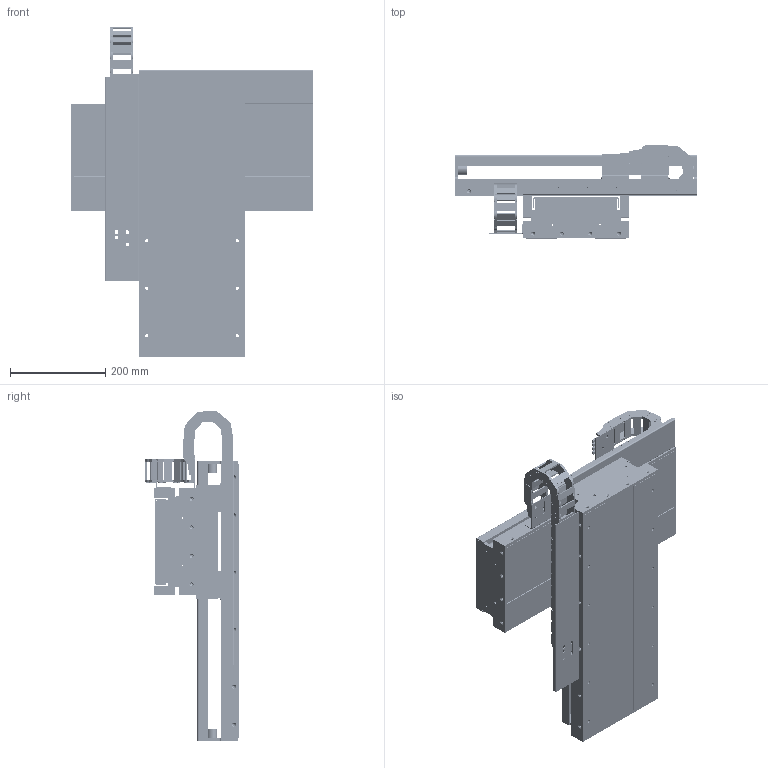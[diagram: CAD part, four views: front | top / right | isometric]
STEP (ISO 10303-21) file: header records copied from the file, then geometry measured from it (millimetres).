
FILE_DESCRIPTION (( 'STEP AP203' ), '1' );
FILE_NAME ('PSA_25X25.STEP', '2018-07-24T01:49:09', ( '' ), ( '' ), 'SwSTEP 2.0', 'SolidWorks 2016', '' );
FILE_SCHEMA (( 'CONFIG_CONTROL_DESIGN' ));
Length unit declared in the file: millimetre
Products named in the file (24): 儕躇す怢250X250-Y粣; 儕躇す怢250X250-Y粣耜結晚; 儕躇す怢250X250-X粣裔啣; 儕躇す怢140X140-Y粣傷裔; 儕躇す怢250X250-B15_038_038-X粣; 精密平台250X250-Y轴拖链固定板; PSA_25X25; 埴翐滅袉輸-22X18-M5; 儕躇す怢250X250-Y粣菁啣; 儕躇す怢250X250-Y粣翋賑輸; 儕躇す怢250X250-Y粣絳寢; 儕躇す怢250X250-X粣; 儕躇す怢250X250-Y粣裔啣; 儕躇す怢250X250-X粣耜結晚; 精密平台250X250-X轴拖链固定板; 精密平台140X140-Y轴拖链移动板; B15_038_038-7; B15_038_038-2; B15_038_038-8; 儕躇す怢250X250-X粣絳寢; 儕躇す怢250X250-X粣菁啣; 儕躇す怢250X250-B15_038_038-Y粣; 儕躇す怢250X250-X粣翋賑輸; PMI-MSB15S
Assembly tree (77 placements, depth 4):
  PSA_25X25
    儕躇す怢250X250-Y粣
      儕躇す怢250X250-Y粣菁啣
      儕躇す怢250X250-Y粣絳寢  x2
      PMI-MSB15S  x4
      儕躇す怢250X250-Y粣耜結晚  x2
      儕躇す怢140X140-Y粣傷裔  x2
      儕躇す怢250X250-Y粣裔啣
      精密平台140X140-Y轴拖链移动板
      精密平台250X250-Y轴拖链固定板
      埴翐滅袉輸-22X18-M5  x4
      儕躇す怢250X250-B15_038_038-Y粣
        B15_038_038-2  x14
        B15_038_038-7
        B15_038_038-8
      儕躇す怢250X250-Y粣翋賑輸
    儕躇す怢250X250-X粣
      儕躇す怢250X250-X粣菁啣
      儕躇す怢250X250-X粣絳寢  x2
      PMI-MSB15S  x4
      儕躇す怢250X250-X粣耜結晚  x2
      儕躇す怢140X140-Y粣傷裔  x2
      儕躇す怢250X250-X粣裔啣
      埴翐滅袉輸-22X18-M5  x4
      精密平台250X250-X轴拖链固定板
      儕躇す怢250X250-X粣翋賑輸
    儕躇す怢250X250-B15_038_038-X粣
      B15_038_038-2  x18
      B15_038_038-7
      B15_038_038-8
Bounding box: 510 x 196 x 695.1 mm (x, y, z)
Volume: 10264239.4 mm3; surface area: 2329079.6 mm2
Topology: 73 solids, 73 shells, 5781 faces, 15445 edges, 9870 vertices
Faces by surface type: plane 3234, cylinder 2015, cone 500, sphere 32
Entity records: 48040 total; most frequent: DIRECTION 8066, CARTESIAN_POINT 7588, ORIENTED_EDGE 7140, EDGE_CURVE 3570, AXIS2_PLACEMENT_3D 2953, VERTEX_POINT 2275, LINE 2160, VECTOR 2160
